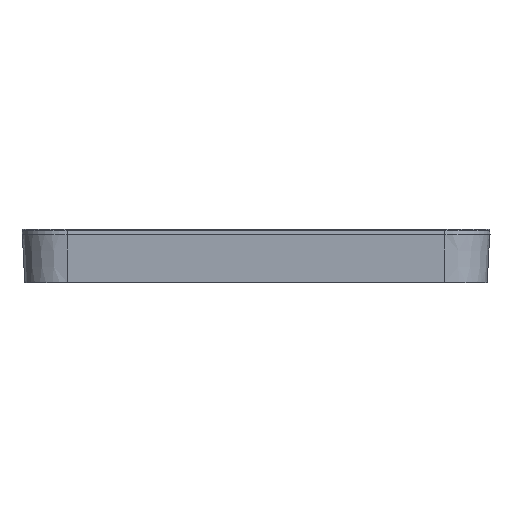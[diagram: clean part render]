
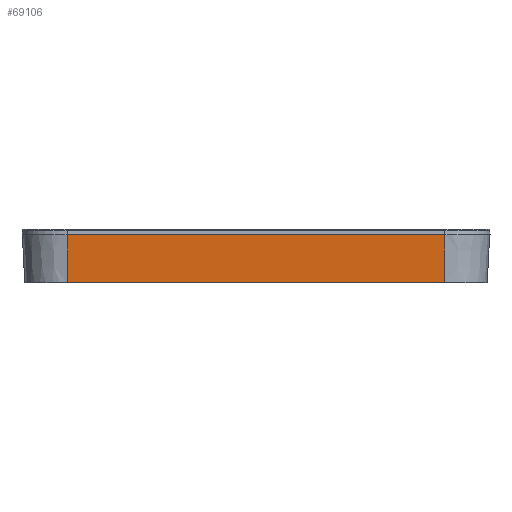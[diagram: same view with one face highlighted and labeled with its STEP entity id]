
A CAD part, left-side view. The second image highlights one B-rep face of the part: STEP entity #69106.
In plain terms, the highlighted face is planar.
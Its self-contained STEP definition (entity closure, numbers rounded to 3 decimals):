
#382=DIRECTION('',(0.,0.,1.));
#383=VECTOR('',#382,71.);
#384=CARTESIAN_POINT('',(-43.95,9.,-35.5));
#385=LINE('35536',#384,#383);
#459=DIRECTION('',(-0.052,0.999,0.));
#460=VECTOR('',#459,9.012);
#461=CARTESIAN_POINT('',(-43.478,0.,35.5));
#462=LINE('35556',#461,#460);
#466=DIRECTION('',(0.,0.,1.));
#467=VECTOR('',#466,71.);
#468=CARTESIAN_POINT('',(-43.478,0.,-35.5));
#469=LINE('35548',#468,#467);
#473=DIRECTION('',(-0.052,0.999,0.));
#474=VECTOR('',#473,9.012);
#475=CARTESIAN_POINT('',(-43.478,0.,-35.5));
#476=LINE('35555',#475,#474);
#63618=CARTESIAN_POINT('',(-43.95,9.,-35.5));
#63620=VERTEX_POINT('',#63618);
#63621=CARTESIAN_POINT('',(-43.95,9.,35.5));
#63622=VERTEX_POINT('',#63621);
#63649=CARTESIAN_POINT('',(-43.478,0.,-35.5));
#63651=VERTEX_POINT('',#63649);
#63653=CARTESIAN_POINT('',(-43.478,0.,35.5));
#63654=VERTEX_POINT('',#63653);
#69094=CARTESIAN_POINT('',(-43.95,9.,-35.5));
#69095=DIRECTION('',(0.999,0.052,0.));
#69096=DIRECTION('',(0.,0.,1.));
#69097=AXIS2_PLACEMENT_3D('',#69094,#69095,#69096);
#69098=PLANE('35521',#69097);
#69099=ORIENTED_EDGE('35548',*,*,#68928,.F.);
#69101=ORIENTED_EDGE('35555',*,*,#69100,.T.);
#69102=ORIENTED_EDGE('35536',*,*,#69056,.T.);
#69103=ORIENTED_EDGE('35556',*,*,#69080,.F.);
#69104=EDGE_LOOP('35521',(#69099,#69101,#69102,#69103));
#69105=FACE_OUTER_BOUND('35521',#69104,.F.);
#69106=ADVANCED_FACE('35521',(#69105),#69098,.F.);
#68928=EDGE_CURVE('35548',#63651,#63654,#469,.T.);
#69056=EDGE_CURVE('35536',#63620,#63622,#385,.T.);
#69080=EDGE_CURVE('35556',#63654,#63622,#462,.T.);
#69100=EDGE_CURVE('35555',#63651,#63620,#476,.T.);
